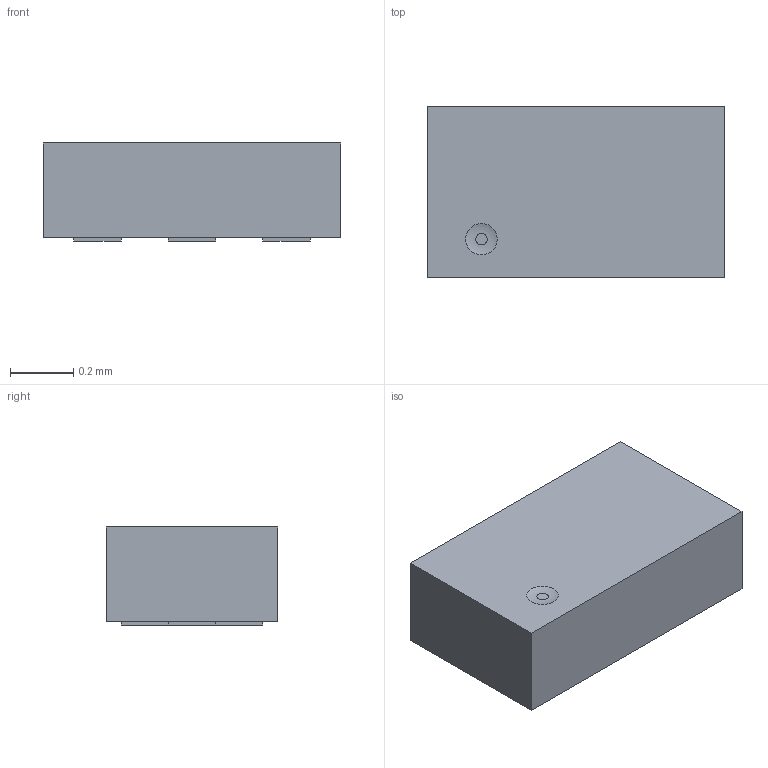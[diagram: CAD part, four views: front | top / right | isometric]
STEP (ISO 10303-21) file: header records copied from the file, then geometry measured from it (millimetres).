
FILE_DESCRIPTION(/* description */ ('Unknown'),/* implementation_level */ '2;1');
FILE_NAME(/* name */ 'SP1015-04WTG',/* time_stamp */ '2023-11-07T09:45:08+02:00',/* author */ ('Unknown'),/* organization */ ('Unknown'),/* preprocessor_version */ 'ST-DEVELOPER v18.102',/* originating_system */ 'Solid Edge',/* authorisation */ 'Unknown');
FILE_SCHEMA (('AUTOMOTIVE_DESIGN {1 0 10303 214 3 1 1}'));
Length unit declared in the file: millimetre
Products named in the file (1): SP1015-04WTG
Bounding box: 0.94 x 0.55 x 0.31 mm (x, y, z)
Volume: 0.2 mm3; surface area: 2 mm2
Topology: 1 solids, 1 shells, 33 faces, 76 edges, 51 vertices
Faces by surface type: plane 32, torus 1
Entity records: 1161 total; most frequent: CARTESIAN_POINT 158, ORIENTED_EDGE 148, DIRECTION 144, EDGE_CURVE 74, LINE 72, VECTOR 72, VERTEX_POINT 50, EDGE_LOOP 40
